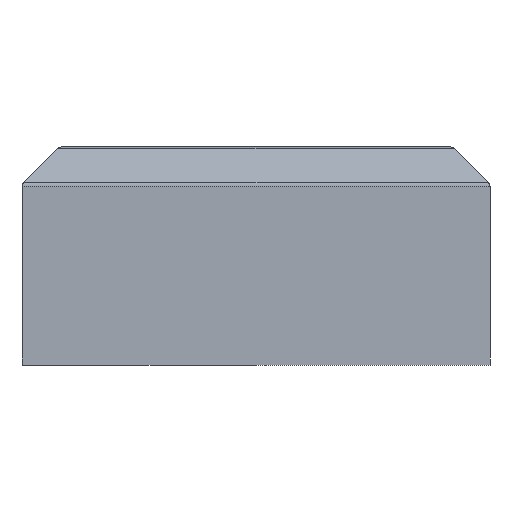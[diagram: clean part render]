
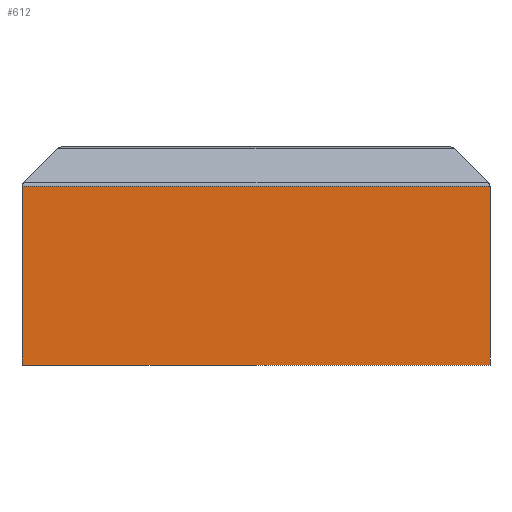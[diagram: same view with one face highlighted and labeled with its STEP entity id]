
A CAD part, left-side view. The second image highlights one B-rep face of the part: STEP entity #612.
In plain terms, the highlighted planar face has unit normal (-1, 0, 0).
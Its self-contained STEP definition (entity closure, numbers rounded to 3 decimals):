
#64=ORIENTED_EDGE('',*,*,#240,.F.);
#65=ORIENTED_EDGE('',*,*,#241,.T.);
#66=ORIENTED_EDGE('',*,*,#242,.T.);
#67=ORIENTED_EDGE('',*,*,#243,.T.);
#240=EDGE_CURVE('',#328,#329,#380,.T.);
#241=EDGE_CURVE('',#328,#330,#381,.T.);
#242=EDGE_CURVE('',#330,#331,#382,.T.);
#243=EDGE_CURVE('',#331,#329,#383,.T.);
#328=VERTEX_POINT('',#926);
#329=VERTEX_POINT('',#927);
#330=VERTEX_POINT('',#929);
#331=VERTEX_POINT('',#931);
#380=LINE('',#925,#444);
#381=LINE('',#928,#445);
#382=LINE('',#930,#446);
#383=LINE('',#932,#447);
#444=VECTOR('',#733,1000.);
#445=VECTOR('',#734,1000.);
#446=VECTOR('',#735,1000.);
#447=VECTOR('',#736,1000.);
#508=EDGE_LOOP('',(#64,#65,#66,#67));
#550=FACE_BOUND('',#508,.T.);
#592=PLANE('',#665);
#612=ADVANCED_FACE('',(#550),#592,.F.);
#665=AXIS2_PLACEMENT_3D('',#924,#731,#732);
#731=DIRECTION('',(1.,0.,0.));
#732=DIRECTION('',(0.,0.,-1.));
#733=DIRECTION('',(0.,0.,-1.));
#734=DIRECTION('',(0.,1.,0.));
#735=DIRECTION('',(0.,0.,-1.));
#736=DIRECTION('',(0.,-1.,0.));
#924=CARTESIAN_POINT('',(-44.,44.,41.));
#925=CARTESIAN_POINT('',(-44.,-44.,41.));
#926=CARTESIAN_POINT('',(-44.,-44.,33.586));
#927=CARTESIAN_POINT('',(-44.,-44.,0.));
#928=CARTESIAN_POINT('',(-44.,44.,33.586));
#929=CARTESIAN_POINT('',(-44.,44.,33.586));
#930=CARTESIAN_POINT('',(-44.,44.,41.));
#931=CARTESIAN_POINT('',(-44.,44.,0.));
#932=CARTESIAN_POINT('',(-44.,44.,0.));
